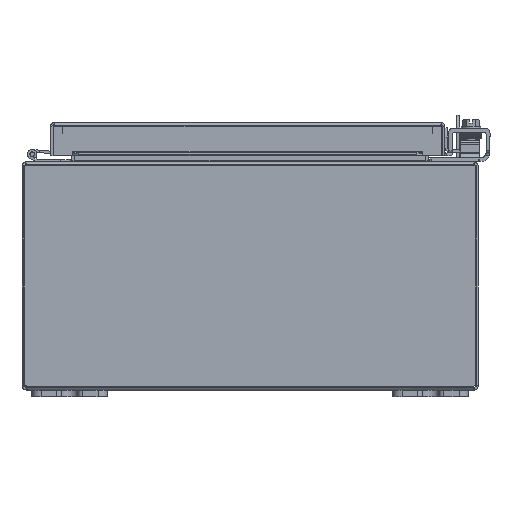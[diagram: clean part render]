
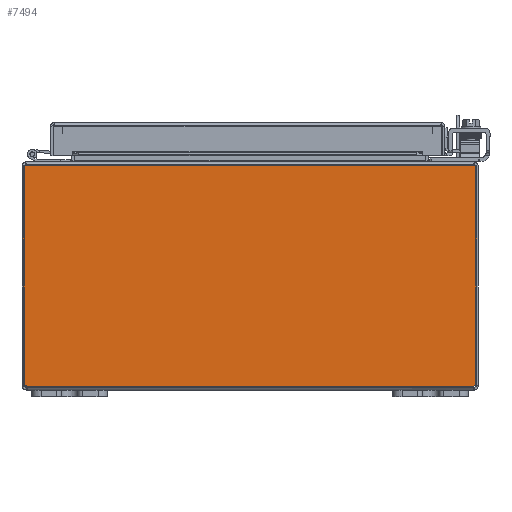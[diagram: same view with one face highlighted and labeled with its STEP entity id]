
A CAD part, front view. The second image highlights one B-rep face of the part: STEP entity #7494.
In plain terms, the highlighted planar face has unit normal (0, -1, 0).
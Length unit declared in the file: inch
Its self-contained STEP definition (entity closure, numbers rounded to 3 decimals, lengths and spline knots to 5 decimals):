
#6029=CARTESIAN_POINT('',(5.91495,-12.,5.89475));
#6030=VERTEX_POINT('',#6029);
#6062=CARTESIAN_POINT('',(-5.91495,-12.,5.89475));
#6063=VERTEX_POINT('',#6062);
#6077=CARTESIAN_POINT('',(5.91495,-12.,5.89475));
#6078=DIRECTION('',(-1.0,0.0,0.0));
#6079=VECTOR('',#6078,11.8299);
#6080=LINE('',#6077,#6079);
#6081=EDGE_CURVE('',#6030,#6063,#6080,.T.);
#6413=CARTESIAN_POINT('',(-5.963,-12.,5.89475));
#6414=VERTEX_POINT('',#6413);
#6421=CARTESIAN_POINT('',(-5.91495,-12.,5.89475));
#6422=DIRECTION('',(-1.0,0.0,0.0));
#6423=VECTOR('',#6422,0.04805);
#6424=LINE('',#6421,#6423);
#6425=EDGE_CURVE('',#6063,#6414,#6424,.T.);
#6591=CARTESIAN_POINT('',(5.963,-12.,5.89475));
#6592=VERTEX_POINT('',#6591);
#6593=CARTESIAN_POINT('',(5.963,-12.,5.89475));
#6594=DIRECTION('',(-1.0,0.0,0.0));
#6595=VECTOR('',#6594,0.04805);
#6596=LINE('',#6593,#6595);
#6597=EDGE_CURVE('',#6592,#6030,#6596,.T.);
#6622=CARTESIAN_POINT('',(5.963,-12.0,0.12745));
#6623=VERTEX_POINT('',#6622);
#6624=CARTESIAN_POINT('',(5.963,-12.,5.89475));
#6625=DIRECTION('',(0.0,0.0,-1.0));
#6626=VECTOR('',#6625,5.7673);
#6627=LINE('',#6624,#6626);
#6628=EDGE_CURVE('',#6592,#6623,#6627,.T.);
#7426=CARTESIAN_POINT('',(-5.88277,-12.,0.10525));
#7427=VERTEX_POINT('',#7426);
#7434=CARTESIAN_POINT('',(-5.963,-12.0,0.12745));
#7435=VERTEX_POINT('',#7434);
#7436=CARTESIAN_POINT('',(-5.93789,-12.,0.06211));
#7437=DIRECTION('',(0.0,1.0,0.0));
#7438=DIRECTION('',(1.0,0.0,0.0));
#7439=AXIS2_PLACEMENT_3D('',#7436,#7437,#7438);
#7440=CIRCLE('',#7439,0.07);
#7441=EDGE_CURVE('',#7435,#7427,#7440,.T.);
#7461=CARTESIAN_POINT('',(0.,-12.,3.00948));
#7462=DIRECTION('',(0.0,1.0,0.0));
#7463=DIRECTION('',(1.0,0.0,0.0));
#7464=AXIS2_PLACEMENT_3D('',#7461,#7462,#7463);
#7465=PLANE('',#7464);
#7466=ORIENTED_EDGE('',*,*,#6597,.T.);
#7467=ORIENTED_EDGE('',*,*,#6081,.T.);
#7468=ORIENTED_EDGE('',*,*,#6425,.T.);
#7469=CARTESIAN_POINT('',(-5.963,-12.0,0.12745));
#7470=DIRECTION('',(0.0,0.0,1.0));
#7471=VECTOR('',#7470,5.7673);
#7472=LINE('',#7469,#7471);
#7473=EDGE_CURVE('',#7435,#6414,#7472,.T.);
#7474=ORIENTED_EDGE('',*,*,#7473,.F.);
#7475=ORIENTED_EDGE('',*,*,#7441,.T.);
#7476=CARTESIAN_POINT('',(5.88277,-12.,0.10525));
#7477=VERTEX_POINT('',#7476);
#7478=CARTESIAN_POINT('',(-5.88277,-12.,0.10525));
#7479=DIRECTION('',(1.0,0.0,0.0));
#7480=VECTOR('',#7479,11.76553);
#7481=LINE('',#7478,#7480);
#7482=EDGE_CURVE('',#7427,#7477,#7481,.T.);
#7483=ORIENTED_EDGE('',*,*,#7482,.T.);
#7484=CARTESIAN_POINT('',(5.93789,-12.,0.06211));
#7485=DIRECTION('',(0.0,1.0,0.0));
#7486=DIRECTION('',(1.0,0.0,0.0));
#7487=AXIS2_PLACEMENT_3D('',#7484,#7485,#7486);
#7488=CIRCLE('',#7487,0.07);
#7489=EDGE_CURVE('',#7477,#6623,#7488,.T.);
#7490=ORIENTED_EDGE('',*,*,#7489,.T.);
#7491=ORIENTED_EDGE('',*,*,#6628,.F.);
#7492=EDGE_LOOP('',(#7466,#7467,#7468,#7474,#7475,#7483,#7490,#7491));
#7493=FACE_OUTER_BOUND('',#7492,.T.);
#7494=ADVANCED_FACE('',(#7493),#7465,.F.);
